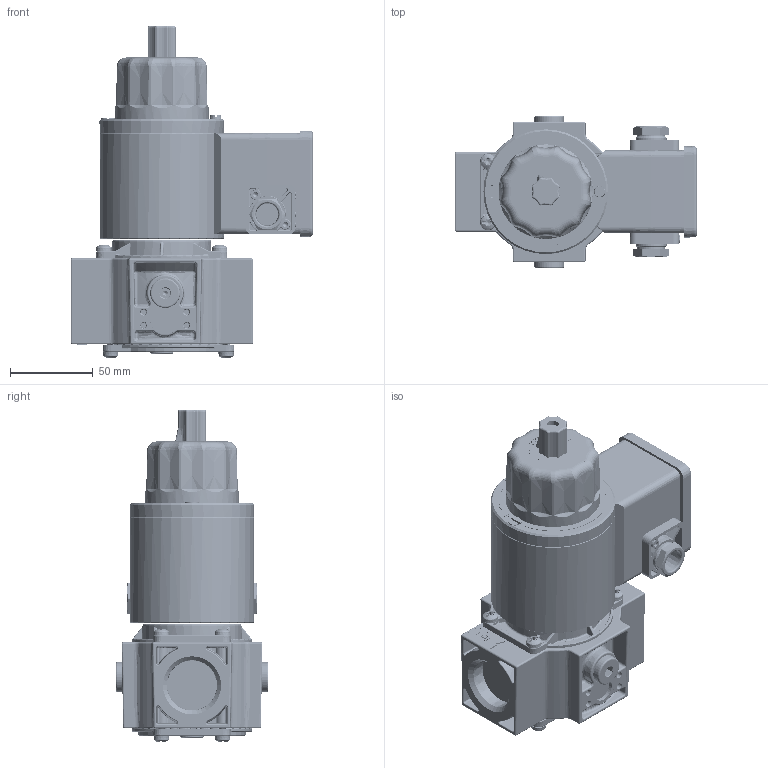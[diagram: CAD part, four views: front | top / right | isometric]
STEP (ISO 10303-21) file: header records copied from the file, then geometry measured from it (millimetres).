
FILE_DESCRIPTION(/* description */ (''),/* implementation_level */ '2;1');
FILE_NAME(/* name */ '013524.ipt.step',/* time_stamp */ '2015-12-15T07:11:58+01:00',/* author */ ('JT'),/* organization */ (''),/* preprocessor_version */ 'ST-DEVELOPER v15.2',/* originating_system */ 'Autodesk Inventor 2014',/* authorisation */ '');
FILE_SCHEMA (('AUTOMOTIVE_DESIGN { 1 0 10303 214 3 1 1 }'));
Length unit declared in the file: millimetre
Products named in the file (1): 013524
Bounding box: 146.47 x 92 x 200.4 mm (x, y, z)
Volume: 958802.7 mm3; surface area: 117297.1 mm2
Topology: 2 solids, 9 shells, 8990 faces, 23777 edges, 14829 vertices
Faces by surface type: bspline 5073, cylinder 1770, plane 1060, cone 535, torus 434, sphere 118
Full cylindrical faces by diameter (mm): 0.8 x2, 2.5 x4, 3 x1, 3.571 x1, 3.6 x1, 4 x1, 4.2 x8, 4.3 x1, 5 x1, 5.3 x4, 9.73 x1, 13 x2, 13.16 x2, 14 x5, 17 x4, 17.26 x2, 18 x4, 18.6 x2, 75 x1
Entity records: 421369 total; most frequent: CARTESIAN_POINT 238495, ORIENTED_EDGE 46096, DIRECTION 27438, EDGE_CURVE 23048, VERTEX_POINT 14552, AXIS2_PLACEMENT_3D 11507, B_SPLINE_CURVE_WITH_KNOTS 10775, EDGE_LOOP 9312
